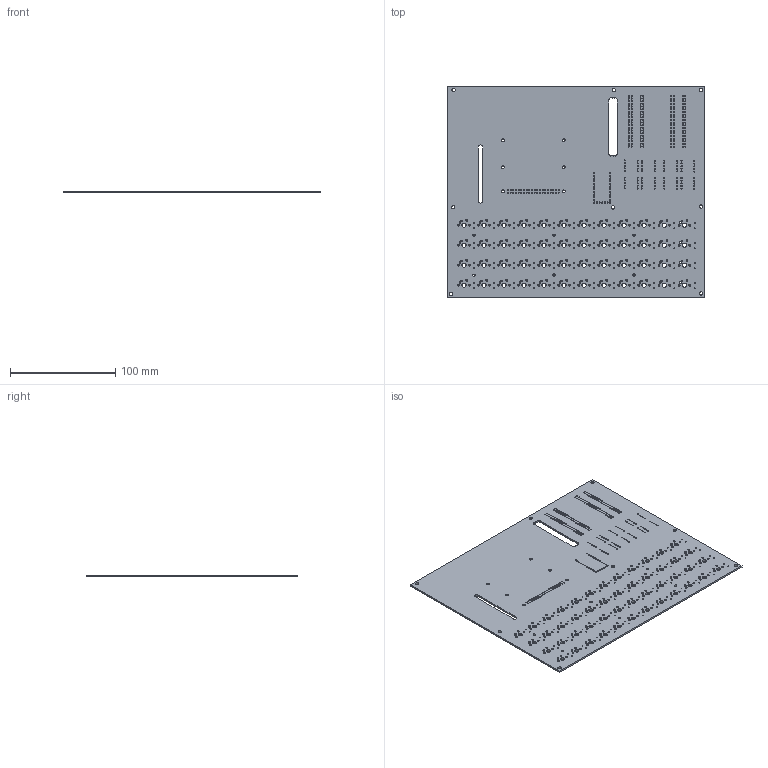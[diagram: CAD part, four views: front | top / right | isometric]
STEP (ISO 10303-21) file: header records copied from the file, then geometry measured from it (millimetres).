
FILE_DESCRIPTION(('KiCad electronic assembly'),'2;1');
FILE_NAME('OpenCyber.step','2022-06-25T00:55:12',('Pcbnew'),('Kicad'), 'Open CASCADE STEP processor 7.5','KiCad to STEP converter','Unknown' );
FILE_SCHEMA(('AUTOMOTIVE_DESIGN { 1 0 10303 214 1 1 1 1 }'));
Length unit declared in the file: millimetre
Products named in the file (2): OpenCyber 1; OpenCyber PCB
Assembly tree (1 placements, depth 2):
  OpenCyber 1
    OpenCyber PCB
Bounding box: 245.67 x 201.47 x 1.6 mm (x, y, z)
Volume: 75651.6 mm3; surface area: 101640.6 mm2
Topology: 1 solids, 1 shells, 883 faces, 2643 edges, 1762 vertices
Faces by surface type: cylinder 769, plane 114
Full cylindrical faces by diameter (mm): 0.9 x96, 1 x280, 1.092 x29, 1.5 x96, 1.75 x96, 2.2 x6, 2.7 x2, 2.75 x4, 3.2 x8, 4 x48
Entity records: 67893 total; most frequent: DIRECTION 11229, CARTESIAN_POINT 10584, ORIENTED_EDGE 5286, PCURVE 5286, DEFINITIONAL_REPRESENTATION 5286, LINE 4845, VECTOR 4845, CIRCLE 3076
